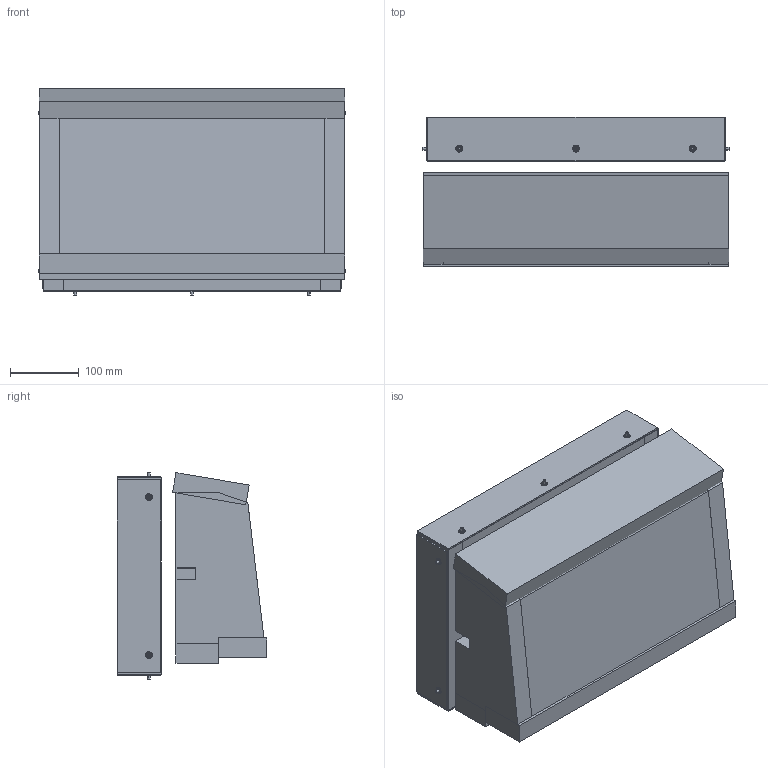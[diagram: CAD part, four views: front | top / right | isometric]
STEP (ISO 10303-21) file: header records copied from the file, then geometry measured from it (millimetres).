
FILE_DESCRIPTION (( 'STEP AP214' ), '1' );
FILE_NAME ('51447~0.STEP', '2018-10-31T10:49:37', ( '' ), ( '' ), 'SwSTEP 2.0', 'SolidWorks 2018', '' );
FILE_SCHEMA (( 'AUTOMOTIVE_DESIGN' ));
Length unit declared in the file: millimetre
Products named in the file (43): 43668~1_S; ISO7380~n; 51444_6~0; 51444_10~0_S; 43668~1; 51444_2~0; 51444_10~0; 43669~1; ISO7380~n_M04,0x006; 51444_9~0; 51444_8~0; 51444_8~0_S; 51444_2~0_S; 51444_4~0; 51444_6~0_S; 51444_3~0_S; 51444_7~0; 51444_4~0_S; 51444_5~0; 51447~0; 51444_7~0_S; 51444_9~0_S; 51444_3~0; 43656~0_S; 51444_5~0_S; 51444_1~0; 51444~0_S; 43669~1_S; 51444_1~0_S
Assembly tree (29 placements, depth 3):
  ISO7380~n
  51444_6~0
  ISO7380~n
  43668~1
  51444_2~0
Bounding box: 447 x 217.4 x 300.9 mm (x, y, z)
Volume: 12085462.8 mm3; surface area: 1332335.8 mm2
Topology: 27 solids, 27 shells, 474 faces, 1112 edges, 728 vertices
Faces by surface type: cylinder 250, plane 184, cone 20, torus 20
Entity records: 5949 total; most frequent: DIRECTION 801, CARTESIAN_POINT 753, ORIENTED_EDGE 682, EDGE_CURVE 341, AXIS2_PLACEMENT_3D 274, VECTOR 253, LINE 253, VERTEX_POINT 226
